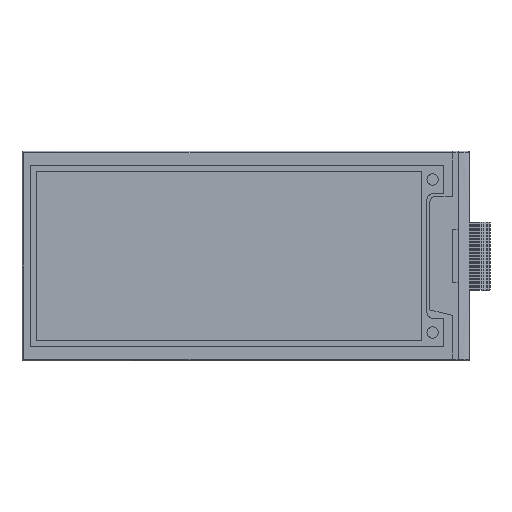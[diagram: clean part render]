
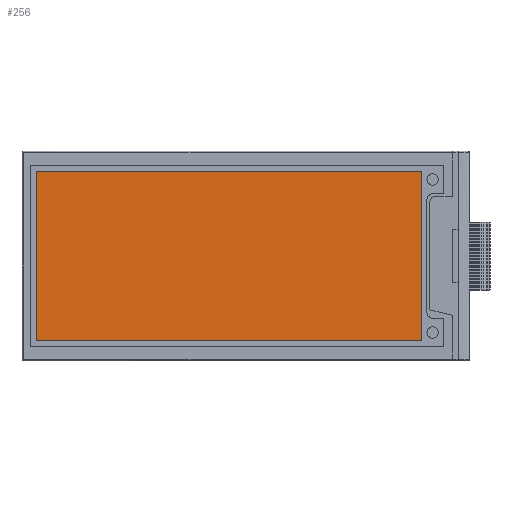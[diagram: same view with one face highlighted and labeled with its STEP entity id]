
A CAD part, top view. The second image highlights one B-rep face of the part: STEP entity #256.
In plain terms, the highlighted planar face has unit normal (0, 0, 1).
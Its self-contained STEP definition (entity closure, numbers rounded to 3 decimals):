
#105 = EDGE_CURVE('',#106,#108,#110,.T.);
#106 = VERTEX_POINT('',#107);
#107 = CARTESIAN_POINT('',(30.994,-15.006,1.25));
#108 = VERTEX_POINT('',#109);
#109 = CARTESIAN_POINT('',(-37.006,-15.006,1.25));
#110 = LINE('',#111,#112);
#111 = CARTESIAN_POINT('',(30.994,-15.006,1.25));
#112 = VECTOR('',#113,1.);
#113 = DIRECTION('',(-1.,0.,0.));
#115 = EDGE_CURVE('',#116,#106,#118,.T.);
#116 = VERTEX_POINT('',#117);
#117 = CARTESIAN_POINT('',(30.994,14.994,1.25));
#118 = LINE('',#119,#120);
#119 = CARTESIAN_POINT('',(30.994,14.994,1.25));
#120 = VECTOR('',#121,1.);
#121 = DIRECTION('',(0.,-1.,0.));
#123 = EDGE_CURVE('',#124,#116,#126,.T.);
#124 = VERTEX_POINT('',#125);
#125 = CARTESIAN_POINT('',(-37.006,14.994,1.25));
#126 = LINE('',#127,#128);
#127 = CARTESIAN_POINT('',(-37.006,14.994,1.25));
#128 = VECTOR('',#129,1.);
#129 = DIRECTION('',(1.,0.,0.));
#131 = EDGE_CURVE('',#108,#124,#132,.T.);
#132 = LINE('',#133,#134);
#133 = CARTESIAN_POINT('',(-37.006,-15.006,1.25));
#134 = VECTOR('',#135,1.);
#135 = DIRECTION('',(0.,1.,0.));
#256 = ADVANCED_FACE('',(#257),#263,.F.);
#257 = FACE_BOUND('',#258,.F.);
#258 = EDGE_LOOP('',(#259,#260,#261,#262));
#259 = ORIENTED_EDGE('',*,*,#115,.T.);
#260 = ORIENTED_EDGE('',*,*,#105,.T.);
#261 = ORIENTED_EDGE('',*,*,#131,.T.);
#262 = ORIENTED_EDGE('',*,*,#123,.T.);
#263 = PLANE('',#264);
#264 = AXIS2_PLACEMENT_3D('',#265,#266,#267);
#265 = CARTESIAN_POINT('',(-0.006,-0.006,1.25)
  );
#266 = DIRECTION('',(0.,0.,-1.));
#267 = DIRECTION('',(0.,-1.,0.));
